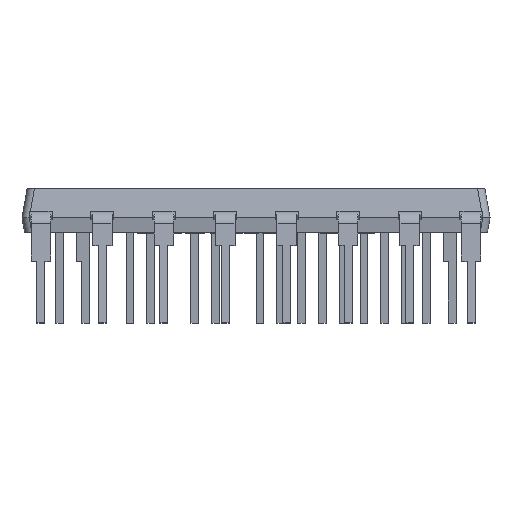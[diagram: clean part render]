
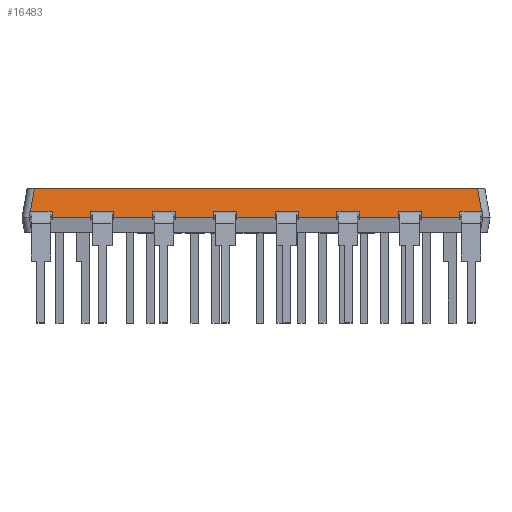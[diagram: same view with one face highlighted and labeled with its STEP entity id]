
A CAD part, front view. The second image highlights one B-rep face of the part: STEP entity #16483.
In plain terms, the highlighted planar face has unit normal (0, -0.985, 0.174).
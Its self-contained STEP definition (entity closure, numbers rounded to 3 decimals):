
#1768=FACE_OUTER_BOUND('',#2793,.T.);
#2793=EDGE_LOOP('',(#13565,#13566,#13567,#13568));
#4532=LINE('',#26761,#6188);
#4662=LINE('',#27098,#6318);
#4663=LINE('',#27100,#6319);
#4664=LINE('',#27101,#6320);
#6188=VECTOR('',#21097,1000.);
#6318=VECTOR('',#21467,1000.);
#6319=VECTOR('',#21468,1000.);
#6320=VECTOR('',#21469,1000.);
#7613=VERTEX_POINT('',#26759);
#7614=VERTEX_POINT('',#26760);
#7701=VERTEX_POINT('',#27097);
#7702=VERTEX_POINT('',#27099);
#9569=EDGE_CURVE('',#7613,#7614,#4532,.T.);
#9738=EDGE_CURVE('',#7614,#7701,#4662,.T.);
#9739=EDGE_CURVE('',#7702,#7701,#4663,.T.);
#9740=EDGE_CURVE('',#7702,#7613,#4664,.T.);
#13565=ORIENTED_EDGE('',*,*,#9569,.T.);
#13566=ORIENTED_EDGE('',*,*,#9738,.T.);
#13567=ORIENTED_EDGE('',*,*,#9739,.F.);
#13568=ORIENTED_EDGE('',*,*,#9740,.T.);
#15688=PLANE('',#17711);
#16483=ADVANCED_FACE('',(#1768),#15688,.T.);
#17711=AXIS2_PLACEMENT_3D('',#27096,#21465,#21466);
#21097=DIRECTION('',(1.,0.,0.));
#21465=DIRECTION('center_axis',(0.,-0.985,0.174));
#21466=DIRECTION('ref_axis',(0.,-0.174,-0.985));
#21467=DIRECTION('',(-0.171,0.171,0.97));
#21468=DIRECTION('',(1.,0.,0.));
#21469=DIRECTION('',(-0.171,-0.171,-0.97));
#26759=CARTESIAN_POINT('',(-17.439,-10.5,3.35));
#26760=CARTESIAN_POINT('',(17.439,-10.5,3.35));
#26761=CARTESIAN_POINT('',(-18.,-10.5,3.35));
#27096=CARTESIAN_POINT('Origin',(-18.,-10.5,3.35));
#27097=CARTESIAN_POINT('',(17.044,-10.105,5.59));
#27098=CARTESIAN_POINT('',(16.401,-9.463,9.233));
#27099=CARTESIAN_POINT('',(-17.044,-10.105,5.59));
#27100=CARTESIAN_POINT('',(-18.,-10.105,5.59));
#27101=CARTESIAN_POINT('',(-17.455,-10.516,3.257));
